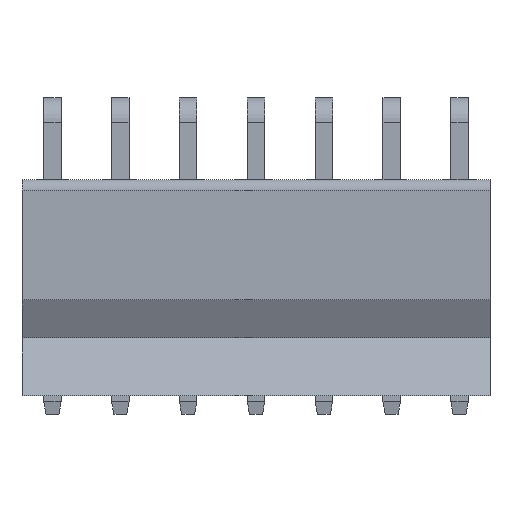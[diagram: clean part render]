
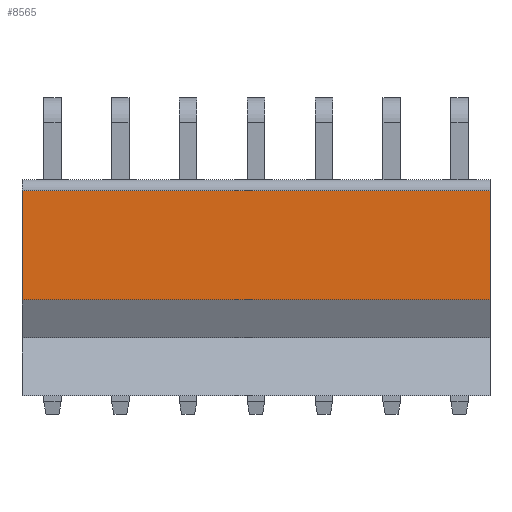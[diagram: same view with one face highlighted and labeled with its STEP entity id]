
A CAD part, top view. The second image highlights one B-rep face of the part: STEP entity #8565.
In plain terms, the highlighted planar face has unit normal (0, 0, 1).
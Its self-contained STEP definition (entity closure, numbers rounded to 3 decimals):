
#768=ORIENTED_EDGE('',*,*,#2371,.T.);
#769=ORIENTED_EDGE('',*,*,#2415,.T.);
#770=ORIENTED_EDGE('',*,*,#2381,.F.);
#771=ORIENTED_EDGE('',*,*,#2414,.F.);
#2371=EDGE_CURVE('',#3229,#3228,#3824,.T.);
#2381=EDGE_CURVE('',#3237,#3238,#3833,.T.);
#2414=EDGE_CURVE('',#3229,#3237,#3864,.T.);
#2415=EDGE_CURVE('',#3228,#3238,#3865,.T.);
#3228=VERTEX_POINT('',#10803);
#3229=VERTEX_POINT('',#10805);
#3237=VERTEX_POINT('',#10824);
#3238=VERTEX_POINT('',#10825);
#3824=LINE('',#10804,#4352);
#3833=LINE('',#10823,#4361);
#3864=LINE('',#10889,#4392);
#3865=LINE('',#10891,#4393);
#4352=VECTOR('',#9482,1000.);
#4361=VECTOR('',#9495,1000.);
#4392=VECTOR('',#9562,1000.);
#4393=VECTOR('',#9565,1000.);
#4811=EDGE_LOOP('',(#768,#769,#770,#771));
#5225=FACE_BOUND('',#4811,.T.);
#5618=PLANE('',#8971);
#8565=ADVANCED_FACE('',(#5225),#5618,.T.);
#8971=AXIS2_PLACEMENT_3D('',#10890,#9563,#9564);
#9482=DIRECTION('',(0.,1.,0.));
#9495=DIRECTION('',(0.,1.,0.));
#9562=DIRECTION('',(-1.,0.,0.));
#9563=DIRECTION('',(0.,0.,1.));
#9564=DIRECTION('',(0.,-1.,0.));
#9565=DIRECTION('',(-1.,0.,0.));
#10803=CARTESIAN_POINT('',(13.658,-6.35,9.474));
#10804=CARTESIAN_POINT('',(13.658,-5.715,9.474));
#10805=CARTESIAN_POINT('',(13.658,-12.725,9.474));
#10823=CARTESIAN_POINT('',(-13.658,-5.715,9.474));
#10824=CARTESIAN_POINT('',(-13.658,-12.725,9.474));
#10825=CARTESIAN_POINT('',(-13.658,-6.35,9.474));
#10889=CARTESIAN_POINT('',(13.658,-12.725,9.474));
#10890=CARTESIAN_POINT('',(13.658,-5.715,9.474));
#10891=CARTESIAN_POINT('',(13.658,-6.35,9.474));
